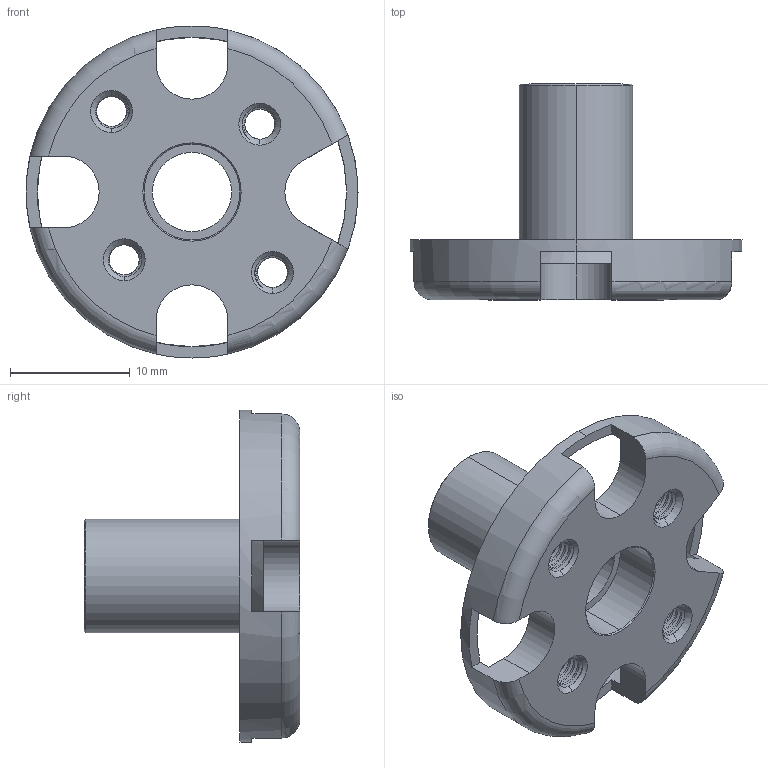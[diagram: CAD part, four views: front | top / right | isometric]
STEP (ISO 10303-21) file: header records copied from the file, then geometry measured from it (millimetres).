
FILE_DESCRIPTION (( 'STEP AP203' ), '1' );
FILE_NAME ('Motor Casing_Default_sldprt.STEP', '2022-12-13T23:46:44', ( '' ), ( '' ), 'SwSTEP 2.0', 'SolidWorks 2022', '' );
FILE_SCHEMA (( 'CONFIG_CONTROL_DESIGN' ));
Length unit declared in the file: millimetre
Products named in the file (1): Motor Casing_Default_sldprt
Bounding box: 27.7 x 18 x 27.7 mm (x, y, z)
Volume: 1825.1 mm3; surface area: 2446 mm2
Topology: 1 solids, 1 shells, 163 faces, 487 edges, 320 vertices
Faces by surface type: cylinder 113, plane 22, cone 16, bspline 8, torus 4
Entity records: 7944 total; most frequent: CARTESIAN_POINT 3987, ORIENTED_EDGE 974, DIRECTION 689, EDGE_CURVE 487, VERTEX_POINT 320, AXIS2_PLACEMENT_3D 254, LINE 181, VECTOR 181
